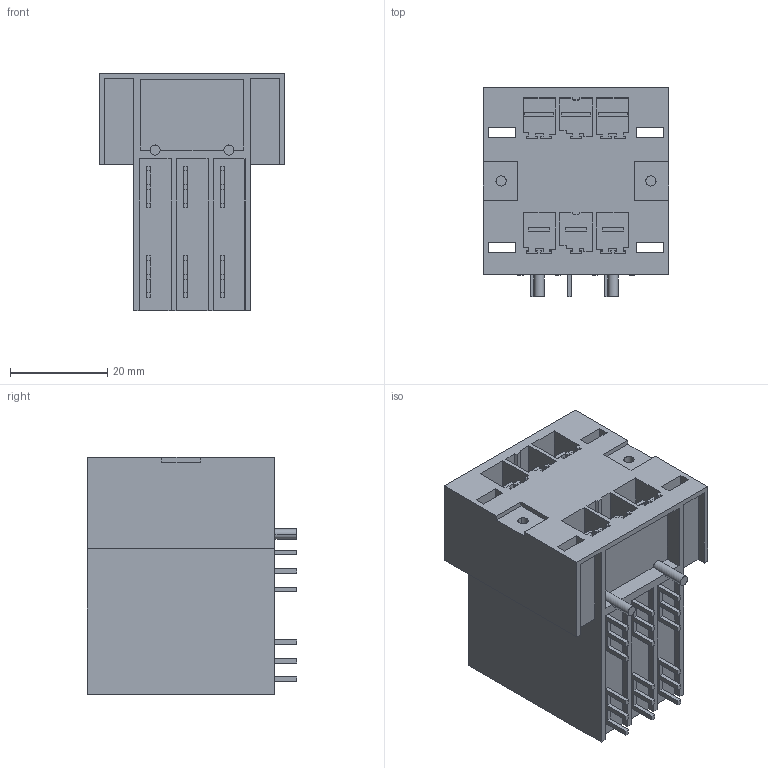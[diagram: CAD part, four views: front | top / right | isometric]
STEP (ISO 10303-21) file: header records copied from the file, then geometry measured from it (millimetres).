
FILE_DESCRIPTION(('CATIA V5 STEP Exchange','CAx-IF Rec.Pracs.--- Model Styling and Organization---1.2---2011-12-15'),'2;1');
FILE_NAME ('D1462038_0_2431490000_2431490000.stp','2017-11-04T09:15:37+00:00',('none'),('Weidmueller'),'CATIA Version 5-6 Release 2014','CATIA V5 STEP AP214','none');
FILE_SCHEMA(('AUTOMOTIVE_DESIGN { 1 0 10303 214 1 1 1 1 }'));
Length unit declared in the file: millimetre
Products named in the file (1): 2431490000
Bounding box: 38.26 x 43.2 x 48.9 mm (x, y, z)
Volume: 40496.9 mm3; surface area: 26564.9 mm2
Topology: 7 solids, 7 shells, 563 faces, 1610 edges, 1074 vertices
Faces by surface type: plane 547, cylinder 16
Entity records: 16622 total; most frequent: ORIENTED_EDGE 3220, CARTESIAN_POINT 2947, DIRECTION 2224, EDGE_CURVE 1576, VECTOR 1544, LINE 1544, VERTEX_POINT 1046, EDGE_LOOP 596
